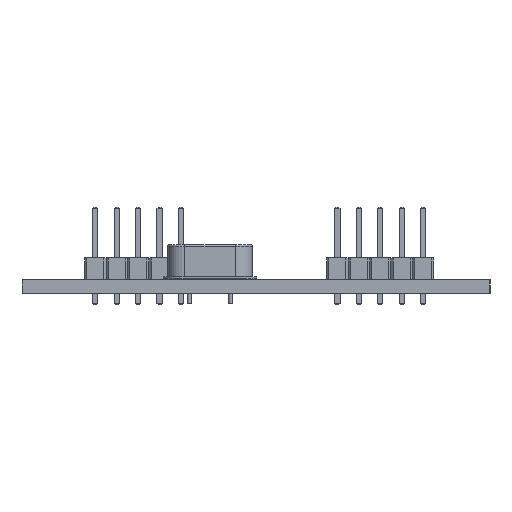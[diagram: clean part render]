
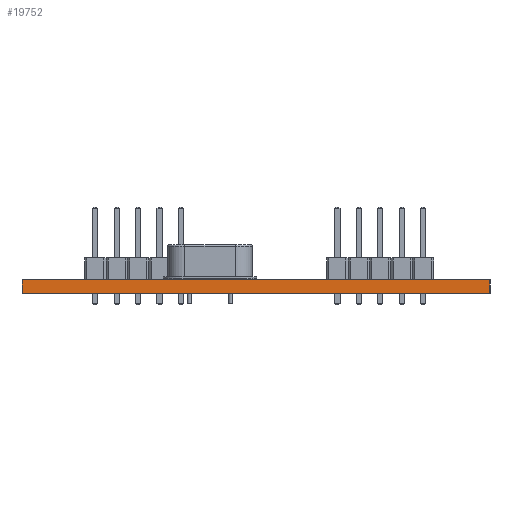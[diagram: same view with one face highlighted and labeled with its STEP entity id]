
A CAD part, left-side view. The second image highlights one B-rep face of the part: STEP entity #19752.
In plain terms, the highlighted planar face has unit normal (-1, 0, 0).
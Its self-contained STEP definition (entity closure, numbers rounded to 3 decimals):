
#13704 = PLANE('',#13705);
#13705 = AXIS2_PLACEMENT_3D('',#13706,#13707,#13708);
#13706 = CARTESIAN_POINT('',(158.673,-103.982,1.6));
#13707 = DIRECTION('',(0.,0.,1.));
#13708 = DIRECTION('',(1.,0.,0.));
#13732 = PLANE('',#13733);
#13733 = AXIS2_PLACEMENT_3D('',#13734,#13735,#13736);
#13734 = CARTESIAN_POINT('',(131.587,-76.23,0.));
#13735 = DIRECTION('',(0.,-1.,0.));
#13736 = DIRECTION('',(-1.,0.,0.));
#13758 = PLANE('',#13759);
#13759 = AXIS2_PLACEMENT_3D('',#13760,#13761,#13762);
#13760 = CARTESIAN_POINT('',(158.673,-103.982,0.));
#13761 = DIRECTION('',(0.,0.,1.));
#13762 = DIRECTION('',(1.,0.,0.));
#13851 = VERTEX_POINT('',#13852);
#13852 = CARTESIAN_POINT('',(128.123,-76.23,1.6));
#13873 = EDGE_CURVE('',#13874,#13851,#13876,.T.);
#13874 = VERTEX_POINT('',#13875);
#13875 = CARTESIAN_POINT('',(128.123,-76.23,0.));
#13876 = SURFACE_CURVE('',#13877,(#13881,#13888),.PCURVE_S1.);
#13877 = LINE('',#13878,#13879);
#13878 = CARTESIAN_POINT('',(128.123,-76.23,0.));
#13879 = VECTOR('',#13880,1.);
#13880 = DIRECTION('',(0.,0.,1.));
#13881 = PCURVE('',#13732,#13882);
#13882 = DEFINITIONAL_REPRESENTATION('',(#13883),#13887);
#13883 = LINE('',#13884,#13885);
#13884 = CARTESIAN_POINT('',(3.465,0.));
#13885 = VECTOR('',#13886,1.);
#13886 = DIRECTION('',(0.,-1.));
#13887 = ( GEOMETRIC_REPRESENTATION_CONTEXT(2) 
PARAMETRIC_REPRESENTATION_CONTEXT() REPRESENTATION_CONTEXT('2D SPACE',''
  ) );
#13888 = PCURVE('',#13889,#13894);
#13889 = PLANE('',#13890);
#13890 = AXIS2_PLACEMENT_3D('',#13891,#13892,#13893);
#13891 = CARTESIAN_POINT('',(128.123,-76.23,0.));
#13892 = DIRECTION('',(1.,0.,0.));
#13893 = DIRECTION('',(0.,-1.,0.));
#13894 = DEFINITIONAL_REPRESENTATION('',(#13895),#13899);
#13895 = LINE('',#13896,#13897);
#13896 = CARTESIAN_POINT('',(0.,0.));
#13897 = VECTOR('',#13898,1.);
#13898 = DIRECTION('',(0.,-1.));
#13899 = ( GEOMETRIC_REPRESENTATION_CONTEXT(2) 
PARAMETRIC_REPRESENTATION_CONTEXT() REPRESENTATION_CONTEXT('2D SPACE',''
  ) );
#13927 = EDGE_CURVE('',#13874,#13928,#13930,.T.);
#13928 = VERTEX_POINT('',#13929);
#13929 = CARTESIAN_POINT('',(128.123,-131.562,0.));
#13930 = SURFACE_CURVE('',#13931,(#13935,#13942),.PCURVE_S1.);
#13931 = LINE('',#13932,#13933);
#13932 = CARTESIAN_POINT('',(128.123,-76.23,0.));
#13933 = VECTOR('',#13934,1.);
#13934 = DIRECTION('',(0.,-1.,0.));
#13935 = PCURVE('',#13758,#13936);
#13936 = DEFINITIONAL_REPRESENTATION('',(#13937),#13941);
#13937 = LINE('',#13938,#13939);
#13938 = CARTESIAN_POINT('',(-30.55,27.751));
#13939 = VECTOR('',#13940,1.);
#13940 = DIRECTION('',(0.,-1.));
#13941 = ( GEOMETRIC_REPRESENTATION_CONTEXT(2) 
PARAMETRIC_REPRESENTATION_CONTEXT() REPRESENTATION_CONTEXT('2D SPACE',''
  ) );
#13942 = PCURVE('',#13889,#13943);
#13943 = DEFINITIONAL_REPRESENTATION('',(#13944),#13948);
#13944 = LINE('',#13945,#13946);
#13945 = CARTESIAN_POINT('',(0.,0.));
#13946 = VECTOR('',#13947,1.);
#13947 = DIRECTION('',(1.,0.));
#13948 = ( GEOMETRIC_REPRESENTATION_CONTEXT(2) 
PARAMETRIC_REPRESENTATION_CONTEXT() REPRESENTATION_CONTEXT('2D SPACE',''
  ) );
#13966 = PLANE('',#13967);
#13967 = AXIS2_PLACEMENT_3D('',#13968,#13969,#13970);
#13968 = CARTESIAN_POINT('',(128.123,-131.562,0.));
#13969 = DIRECTION('',(0.,1.,0.));
#13970 = DIRECTION('',(1.,0.,0.));
#17084 = EDGE_CURVE('',#13851,#17085,#17087,.T.);
#17085 = VERTEX_POINT('',#17086);
#17086 = CARTESIAN_POINT('',(128.123,-131.562,1.6));
#17087 = SURFACE_CURVE('',#17088,(#17092,#17099),.PCURVE_S1.);
#17088 = LINE('',#17089,#17090);
#17089 = CARTESIAN_POINT('',(128.123,-76.23,1.6));
#17090 = VECTOR('',#17091,1.);
#17091 = DIRECTION('',(0.,-1.,0.));
#17092 = PCURVE('',#13704,#17093);
#17093 = DEFINITIONAL_REPRESENTATION('',(#17094),#17098);
#17094 = LINE('',#17095,#17096);
#17095 = CARTESIAN_POINT('',(-30.55,27.751));
#17096 = VECTOR('',#17097,1.);
#17097 = DIRECTION('',(0.,-1.));
#17098 = ( GEOMETRIC_REPRESENTATION_CONTEXT(2) 
PARAMETRIC_REPRESENTATION_CONTEXT() REPRESENTATION_CONTEXT('2D SPACE',''
  ) );
#17099 = PCURVE('',#13889,#17100);
#17100 = DEFINITIONAL_REPRESENTATION('',(#17101),#17105);
#17101 = LINE('',#17102,#17103);
#17102 = CARTESIAN_POINT('',(0.,-1.6));
#17103 = VECTOR('',#17104,1.);
#17104 = DIRECTION('',(1.,0.));
#17105 = ( GEOMETRIC_REPRESENTATION_CONTEXT(2) 
PARAMETRIC_REPRESENTATION_CONTEXT() REPRESENTATION_CONTEXT('2D SPACE',''
  ) );
#19752 = ADVANCED_FACE('',(#19753),#13889,.F.);
#19753 = FACE_BOUND('',#19754,.F.);
#19754 = EDGE_LOOP('',(#19755,#19756,#19757,#19778));
#19755 = ORIENTED_EDGE('',*,*,#13873,.T.);
#19756 = ORIENTED_EDGE('',*,*,#17084,.T.);
#19757 = ORIENTED_EDGE('',*,*,#19758,.F.);
#19758 = EDGE_CURVE('',#13928,#17085,#19759,.T.);
#19759 = SURFACE_CURVE('',#19760,(#19764,#19771),.PCURVE_S1.);
#19760 = LINE('',#19761,#19762);
#19761 = CARTESIAN_POINT('',(128.123,-131.562,0.));
#19762 = VECTOR('',#19763,1.);
#19763 = DIRECTION('',(0.,0.,1.));
#19764 = PCURVE('',#13889,#19765);
#19765 = DEFINITIONAL_REPRESENTATION('',(#19766),#19770);
#19766 = LINE('',#19767,#19768);
#19767 = CARTESIAN_POINT('',(55.331,0.));
#19768 = VECTOR('',#19769,1.);
#19769 = DIRECTION('',(0.,-1.));
#19770 = ( GEOMETRIC_REPRESENTATION_CONTEXT(2) 
PARAMETRIC_REPRESENTATION_CONTEXT() REPRESENTATION_CONTEXT('2D SPACE',''
  ) );
#19771 = PCURVE('',#13966,#19772);
#19772 = DEFINITIONAL_REPRESENTATION('',(#19773),#19777);
#19773 = LINE('',#19774,#19775);
#19774 = CARTESIAN_POINT('',(0.,0.));
#19775 = VECTOR('',#19776,1.);
#19776 = DIRECTION('',(0.,-1.));
#19777 = ( GEOMETRIC_REPRESENTATION_CONTEXT(2) 
PARAMETRIC_REPRESENTATION_CONTEXT() REPRESENTATION_CONTEXT('2D SPACE',''
  ) );
#19778 = ORIENTED_EDGE('',*,*,#13927,.F.);
